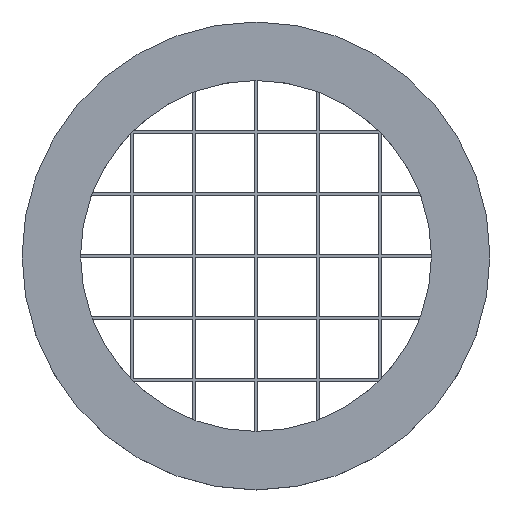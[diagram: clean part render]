
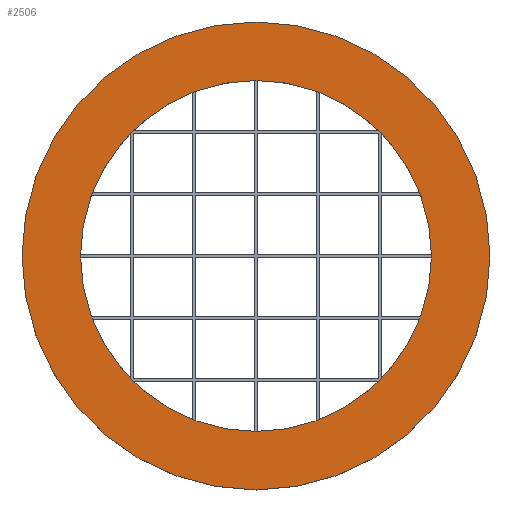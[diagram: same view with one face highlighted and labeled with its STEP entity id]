
A CAD part, top view. The second image highlights one B-rep face of the part: STEP entity #2506.
In plain terms, the highlighted planar face has unit normal (0, 0, 1).
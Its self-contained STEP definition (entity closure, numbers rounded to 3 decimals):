
#66=FACE_BOUND('',#233,.T.);
#73=FACE_OUTER_BOUND('',#232,.T.);
#232=EDGE_LOOP('',(#1973));
#233=EDGE_LOOP('',(#1974));
#357=CIRCLE('',#2645,10.5);
#375=CIRCLE('',#2667,14.);
#1161=VERTEX_POINT('',#3651);
#1283=VERTEX_POINT('',#3934);
#1407=EDGE_CURVE('',#1161,#1161,#357,.T.);
#1564=EDGE_CURVE('',#1283,#1283,#375,.F.);
#1973=ORIENTED_EDGE('',*,*,#1564,.T.);
#1974=ORIENTED_EDGE('',*,*,#1407,.T.);
#2397=PLANE('',#2666);
#2506=ADVANCED_FACE('',(#73,#66),#2397,.T.);
#2645=AXIS2_PLACEMENT_3D('',#3652,#2919,#2920);
#2666=AXIS2_PLACEMENT_3D('',#3933,#3100,#3101);
#2667=AXIS2_PLACEMENT_3D('',#3935,#3102,#3103);
#2919=DIRECTION('center_axis',(0.,0.,-1.));
#2920=DIRECTION('ref_axis',(-1.,0.,0.));
#3100=DIRECTION('center_axis',(0.,0.,1.));
#3101=DIRECTION('ref_axis',(1.,0.,0.));
#3102=DIRECTION('center_axis',(0.,0.,-1.));
#3103=DIRECTION('ref_axis',(1.,0.,0.));
#3651=CARTESIAN_POINT('',(10.5,0.,3.));
#3652=CARTESIAN_POINT('Origin',(0.,0.,3.));
#3933=CARTESIAN_POINT('Origin',(0.,0.,
3.));
#3934=CARTESIAN_POINT('',(-14.,0.,3.));
#3935=CARTESIAN_POINT('Origin',(0.,0.,3.));
